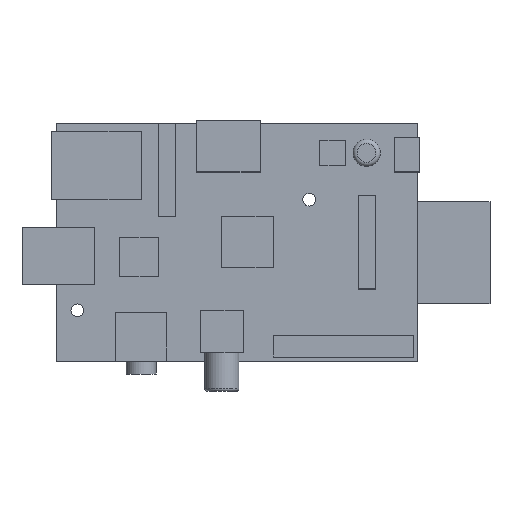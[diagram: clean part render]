
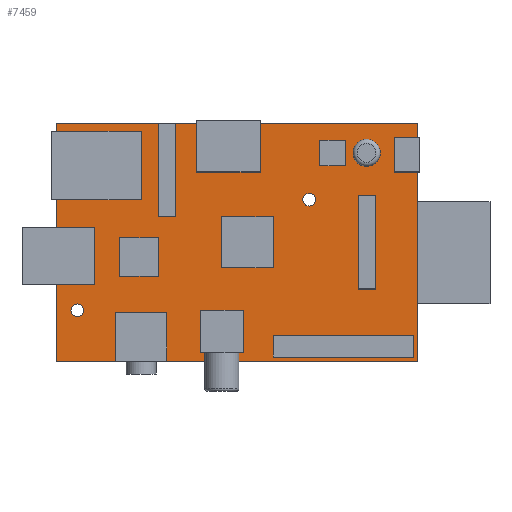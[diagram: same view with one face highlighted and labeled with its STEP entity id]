
A CAD part, top view. The second image highlights one B-rep face of the part: STEP entity #7459.
In plain terms, the highlighted planar face has unit normal (0, 0, 1).
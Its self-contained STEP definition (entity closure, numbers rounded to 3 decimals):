
#7270 = VERTEX_POINT('',#7271);
#7271 = CARTESIAN_POINT('',(0.,0.,1.5));
#7278 = PLANE('',#7279);
#7279 = AXIS2_PLACEMENT_3D('',#7280,#7281,#7282);
#7280 = CARTESIAN_POINT('',(0.,0.,0.));
#7281 = DIRECTION('',(1.,0.,0.));
#7282 = DIRECTION('',(0.,0.,1.));
#7290 = PLANE('',#7291);
#7291 = AXIS2_PLACEMENT_3D('',#7292,#7293,#7294);
#7292 = CARTESIAN_POINT('',(0.,0.,0.));
#7293 = DIRECTION('',(0.,1.,0.));
#7294 = DIRECTION('',(0.,0.,1.));
#7331 = VERTEX_POINT('',#7332);
#7332 = CARTESIAN_POINT('',(0.,56.,1.5));
#7346 = PLANE('',#7347);
#7347 = AXIS2_PLACEMENT_3D('',#7348,#7349,#7350);
#7348 = CARTESIAN_POINT('',(0.,56.,0.));
#7349 = DIRECTION('',(0.,1.,0.));
#7350 = DIRECTION('',(0.,0.,1.));
#7358 = EDGE_CURVE('',#7270,#7331,#7359,.T.);
#7359 = SURFACE_CURVE('',#7360,(#7364,#7371),.PCURVE_S1.);
#7360 = LINE('',#7361,#7362);
#7361 = CARTESIAN_POINT('',(0.,0.,1.5));
#7362 = VECTOR('',#7363,1.);
#7363 = DIRECTION('',(0.,1.,0.));
#7364 = PCURVE('',#7278,#7365);
#7365 = DEFINITIONAL_REPRESENTATION('',(#7366),#7370);
#7366 = LINE('',#7367,#7368);
#7367 = CARTESIAN_POINT('',(1.5,0.));
#7368 = VECTOR('',#7369,1.);
#7369 = DIRECTION('',(0.,-1.));
#7370 = ( GEOMETRIC_REPRESENTATION_CONTEXT(2) 
PARAMETRIC_REPRESENTATION_CONTEXT() REPRESENTATION_CONTEXT('2D SPACE',''
  ) );
#7371 = PCURVE('',#7372,#7377);
#7372 = PLANE('',#7373);
#7373 = AXIS2_PLACEMENT_3D('',#7374,#7375,#7376);
#7374 = CARTESIAN_POINT('',(0.,0.,1.5));
#7375 = DIRECTION('',(0.,0.,1.));
#7376 = DIRECTION('',(1.,0.,0.));
#7377 = DEFINITIONAL_REPRESENTATION('',(#7378),#7382);
#7378 = LINE('',#7379,#7380);
#7379 = CARTESIAN_POINT('',(0.,0.));
#7380 = VECTOR('',#7381,1.);
#7381 = DIRECTION('',(0.,1.));
#7382 = ( GEOMETRIC_REPRESENTATION_CONTEXT(2) 
PARAMETRIC_REPRESENTATION_CONTEXT() REPRESENTATION_CONTEXT('2D SPACE',''
  ) );
#7411 = EDGE_CURVE('',#7270,#7412,#7414,.T.);
#7412 = VERTEX_POINT('',#7413);
#7413 = CARTESIAN_POINT('',(85.,0.,1.5));
#7414 = SURFACE_CURVE('',#7415,(#7419,#7426),.PCURVE_S1.);
#7415 = LINE('',#7416,#7417);
#7416 = CARTESIAN_POINT('',(0.,0.,1.5));
#7417 = VECTOR('',#7418,1.);
#7418 = DIRECTION('',(1.,0.,0.));
#7419 = PCURVE('',#7290,#7420);
#7420 = DEFINITIONAL_REPRESENTATION('',(#7421),#7425);
#7421 = LINE('',#7422,#7423);
#7422 = CARTESIAN_POINT('',(1.5,0.));
#7423 = VECTOR('',#7424,1.);
#7424 = DIRECTION('',(0.,1.));
#7425 = ( GEOMETRIC_REPRESENTATION_CONTEXT(2) 
PARAMETRIC_REPRESENTATION_CONTEXT() REPRESENTATION_CONTEXT('2D SPACE',''
  ) );
#7426 = PCURVE('',#7372,#7427);
#7427 = DEFINITIONAL_REPRESENTATION('',(#7428),#7432);
#7428 = LINE('',#7429,#7430);
#7429 = CARTESIAN_POINT('',(0.,0.));
#7430 = VECTOR('',#7431,1.);
#7431 = DIRECTION('',(1.,0.));
#7432 = ( GEOMETRIC_REPRESENTATION_CONTEXT(2) 
PARAMETRIC_REPRESENTATION_CONTEXT() REPRESENTATION_CONTEXT('2D SPACE',''
  ) );
#7448 = PLANE('',#7449);
#7449 = AXIS2_PLACEMENT_3D('',#7450,#7451,#7452);
#7450 = CARTESIAN_POINT('',(85.,0.,0.));
#7451 = DIRECTION('',(1.,0.,0.));
#7452 = DIRECTION('',(0.,0.,1.));
#7459 = ADVANCED_FACE('',(#7460,#7515,#7570),#7372,.T.);
#7460 = FACE_BOUND('',#7461,.T.);
#7461 = EDGE_LOOP('',(#7462,#7493));
#7462 = ORIENTED_EDGE('',*,*,#7463,.F.);
#7463 = EDGE_CURVE('',#7464,#7466,#7468,.T.);
#7464 = VERTEX_POINT('',#7465);
#7465 = CARTESIAN_POINT('',(6.5,12.,1.5));
#7466 = VERTEX_POINT('',#7467);
#7467 = CARTESIAN_POINT('',(5.,10.5,1.5));
#7468 = SURFACE_CURVE('',#7469,(#7474,#7481),.PCURVE_S1.);
#7469 = CIRCLE('',#7470,1.5);
#7470 = AXIS2_PLACEMENT_3D('',#7471,#7472,#7473);
#7471 = CARTESIAN_POINT('',(5.,12.,1.5));
#7472 = DIRECTION('',(-0.,0.,1.));
#7473 = DIRECTION('',(0.,-1.,0.));
#7474 = PCURVE('',#7372,#7475);
#7475 = DEFINITIONAL_REPRESENTATION('',(#7476),#7480);
#7476 = CIRCLE('',#7477,1.5);
#7477 = AXIS2_PLACEMENT_2D('',#7478,#7479);
#7478 = CARTESIAN_POINT('',(5.,12.));
#7479 = DIRECTION('',(0.,-1.));
#7480 = ( GEOMETRIC_REPRESENTATION_CONTEXT(2) 
PARAMETRIC_REPRESENTATION_CONTEXT() REPRESENTATION_CONTEXT('2D SPACE',''
  ) );
#7481 = PCURVE('',#7482,#7487);
#7482 = CYLINDRICAL_SURFACE('',#7483,1.5);
#7483 = AXIS2_PLACEMENT_3D('',#7484,#7485,#7486);
#7484 = CARTESIAN_POINT('',(5.,12.,-1.));
#7485 = DIRECTION('',(0.,0.,1.));
#7486 = DIRECTION('',(1.,0.,0.));
#7487 = DEFINITIONAL_REPRESENTATION('',(#7488),#7492);
#7488 = LINE('',#7489,#7490);
#7489 = CARTESIAN_POINT('',(-1.571,2.5));
#7490 = VECTOR('',#7491,1.);
#7491 = DIRECTION('',(1.,0.));
#7492 = ( GEOMETRIC_REPRESENTATION_CONTEXT(2) 
PARAMETRIC_REPRESENTATION_CONTEXT() REPRESENTATION_CONTEXT('2D SPACE',''
  ) );
#7493 = ORIENTED_EDGE('',*,*,#7494,.F.);
#7494 = EDGE_CURVE('',#7466,#7464,#7495,.T.);
#7495 = SURFACE_CURVE('',#7496,(#7501,#7508),.PCURVE_S1.);
#7496 = CIRCLE('',#7497,1.5);
#7497 = AXIS2_PLACEMENT_3D('',#7498,#7499,#7500);
#7498 = CARTESIAN_POINT('',(5.,12.,1.5));
#7499 = DIRECTION('',(-0.,0.,1.));
#7500 = DIRECTION('',(0.,-1.,0.));
#7501 = PCURVE('',#7372,#7502);
#7502 = DEFINITIONAL_REPRESENTATION('',(#7503),#7507);
#7503 = CIRCLE('',#7504,1.5);
#7504 = AXIS2_PLACEMENT_2D('',#7505,#7506);
#7505 = CARTESIAN_POINT('',(5.,12.));
#7506 = DIRECTION('',(0.,-1.));
#7507 = ( GEOMETRIC_REPRESENTATION_CONTEXT(2) 
PARAMETRIC_REPRESENTATION_CONTEXT() REPRESENTATION_CONTEXT('2D SPACE',''
  ) );
#7508 = PCURVE('',#7482,#7509);
#7509 = DEFINITIONAL_REPRESENTATION('',(#7510),#7514);
#7510 = LINE('',#7511,#7512);
#7511 = CARTESIAN_POINT('',(4.712,2.5));
#7512 = VECTOR('',#7513,1.);
#7513 = DIRECTION('',(1.,0.));
#7514 = ( GEOMETRIC_REPRESENTATION_CONTEXT(2) 
PARAMETRIC_REPRESENTATION_CONTEXT() REPRESENTATION_CONTEXT('2D SPACE',''
  ) );
#7515 = FACE_BOUND('',#7516,.T.);
#7516 = EDGE_LOOP('',(#7517,#7548));
#7517 = ORIENTED_EDGE('',*,*,#7518,.F.);
#7518 = EDGE_CURVE('',#7519,#7521,#7523,.T.);
#7519 = VERTEX_POINT('',#7520);
#7520 = CARTESIAN_POINT('',(61.,38.,1.5));
#7521 = VERTEX_POINT('',#7522);
#7522 = CARTESIAN_POINT('',(59.5,36.5,1.5));
#7523 = SURFACE_CURVE('',#7524,(#7529,#7536),.PCURVE_S1.);
#7524 = CIRCLE('',#7525,1.5);
#7525 = AXIS2_PLACEMENT_3D('',#7526,#7527,#7528);
#7526 = CARTESIAN_POINT('',(59.5,38.,1.5));
#7527 = DIRECTION('',(-0.,0.,1.));
#7528 = DIRECTION('',(0.,-1.,0.));
#7529 = PCURVE('',#7372,#7530);
#7530 = DEFINITIONAL_REPRESENTATION('',(#7531),#7535);
#7531 = CIRCLE('',#7532,1.5);
#7532 = AXIS2_PLACEMENT_2D('',#7533,#7534);
#7533 = CARTESIAN_POINT('',(59.5,38.));
#7534 = DIRECTION('',(0.,-1.));
#7535 = ( GEOMETRIC_REPRESENTATION_CONTEXT(2) 
PARAMETRIC_REPRESENTATION_CONTEXT() REPRESENTATION_CONTEXT('2D SPACE',''
  ) );
#7536 = PCURVE('',#7537,#7542);
#7537 = CYLINDRICAL_SURFACE('',#7538,1.5);
#7538 = AXIS2_PLACEMENT_3D('',#7539,#7540,#7541);
#7539 = CARTESIAN_POINT('',(59.5,38.,-1.));
#7540 = DIRECTION('',(0.,0.,1.));
#7541 = DIRECTION('',(1.,0.,0.));
#7542 = DEFINITIONAL_REPRESENTATION('',(#7543),#7547);
#7543 = LINE('',#7544,#7545);
#7544 = CARTESIAN_POINT('',(-1.571,2.5));
#7545 = VECTOR('',#7546,1.);
#7546 = DIRECTION('',(1.,0.));
#7547 = ( GEOMETRIC_REPRESENTATION_CONTEXT(2) 
PARAMETRIC_REPRESENTATION_CONTEXT() REPRESENTATION_CONTEXT('2D SPACE',''
  ) );
#7548 = ORIENTED_EDGE('',*,*,#7549,.F.);
#7549 = EDGE_CURVE('',#7521,#7519,#7550,.T.);
#7550 = SURFACE_CURVE('',#7551,(#7556,#7563),.PCURVE_S1.);
#7551 = CIRCLE('',#7552,1.5);
#7552 = AXIS2_PLACEMENT_3D('',#7553,#7554,#7555);
#7553 = CARTESIAN_POINT('',(59.5,38.,1.5));
#7554 = DIRECTION('',(-0.,0.,1.));
#7555 = DIRECTION('',(0.,-1.,0.));
#7556 = PCURVE('',#7372,#7557);
#7557 = DEFINITIONAL_REPRESENTATION('',(#7558),#7562);
#7558 = CIRCLE('',#7559,1.5);
#7559 = AXIS2_PLACEMENT_2D('',#7560,#7561);
#7560 = CARTESIAN_POINT('',(59.5,38.));
#7561 = DIRECTION('',(0.,-1.));
#7562 = ( GEOMETRIC_REPRESENTATION_CONTEXT(2) 
PARAMETRIC_REPRESENTATION_CONTEXT() REPRESENTATION_CONTEXT('2D SPACE',''
  ) );
#7563 = PCURVE('',#7537,#7564);
#7564 = DEFINITIONAL_REPRESENTATION('',(#7565),#7569);
#7565 = LINE('',#7566,#7567);
#7566 = CARTESIAN_POINT('',(4.712,2.5));
#7567 = VECTOR('',#7568,1.);
#7568 = DIRECTION('',(1.,0.));
#7569 = ( GEOMETRIC_REPRESENTATION_CONTEXT(2) 
PARAMETRIC_REPRESENTATION_CONTEXT() REPRESENTATION_CONTEXT('2D SPACE',''
  ) );
#7570 = FACE_BOUND('',#7571,.T.);
#7571 = EDGE_LOOP('',(#7572,#7573,#7574,#7597));
#7572 = ORIENTED_EDGE('',*,*,#7358,.F.);
#7573 = ORIENTED_EDGE('',*,*,#7411,.T.);
#7574 = ORIENTED_EDGE('',*,*,#7575,.T.);
#7575 = EDGE_CURVE('',#7412,#7576,#7578,.T.);
#7576 = VERTEX_POINT('',#7577);
#7577 = CARTESIAN_POINT('',(85.,56.,1.5));
#7578 = SURFACE_CURVE('',#7579,(#7583,#7590),.PCURVE_S1.);
#7579 = LINE('',#7580,#7581);
#7580 = CARTESIAN_POINT('',(85.,0.,1.5));
#7581 = VECTOR('',#7582,1.);
#7582 = DIRECTION('',(0.,1.,0.));
#7583 = PCURVE('',#7372,#7584);
#7584 = DEFINITIONAL_REPRESENTATION('',(#7585),#7589);
#7585 = LINE('',#7586,#7587);
#7586 = CARTESIAN_POINT('',(85.,0.));
#7587 = VECTOR('',#7588,1.);
#7588 = DIRECTION('',(0.,1.));
#7589 = ( GEOMETRIC_REPRESENTATION_CONTEXT(2) 
PARAMETRIC_REPRESENTATION_CONTEXT() REPRESENTATION_CONTEXT('2D SPACE',''
  ) );
#7590 = PCURVE('',#7448,#7591);
#7591 = DEFINITIONAL_REPRESENTATION('',(#7592),#7596);
#7592 = LINE('',#7593,#7594);
#7593 = CARTESIAN_POINT('',(1.5,0.));
#7594 = VECTOR('',#7595,1.);
#7595 = DIRECTION('',(0.,-1.));
#7596 = ( GEOMETRIC_REPRESENTATION_CONTEXT(2) 
PARAMETRIC_REPRESENTATION_CONTEXT() REPRESENTATION_CONTEXT('2D SPACE',''
  ) );
#7597 = ORIENTED_EDGE('',*,*,#7598,.F.);
#7598 = EDGE_CURVE('',#7331,#7576,#7599,.T.);
#7599 = SURFACE_CURVE('',#7600,(#7604,#7611),.PCURVE_S1.);
#7600 = LINE('',#7601,#7602);
#7601 = CARTESIAN_POINT('',(0.,56.,1.5));
#7602 = VECTOR('',#7603,1.);
#7603 = DIRECTION('',(1.,0.,0.));
#7604 = PCURVE('',#7372,#7605);
#7605 = DEFINITIONAL_REPRESENTATION('',(#7606),#7610);
#7606 = LINE('',#7607,#7608);
#7607 = CARTESIAN_POINT('',(0.,56.));
#7608 = VECTOR('',#7609,1.);
#7609 = DIRECTION('',(1.,0.));
#7610 = ( GEOMETRIC_REPRESENTATION_CONTEXT(2) 
PARAMETRIC_REPRESENTATION_CONTEXT() REPRESENTATION_CONTEXT('2D SPACE',''
  ) );
#7611 = PCURVE('',#7346,#7612);
#7612 = DEFINITIONAL_REPRESENTATION('',(#7613),#7617);
#7613 = LINE('',#7614,#7615);
#7614 = CARTESIAN_POINT('',(1.5,0.));
#7615 = VECTOR('',#7616,1.);
#7616 = DIRECTION('',(0.,1.));
#7617 = ( GEOMETRIC_REPRESENTATION_CONTEXT(2) 
PARAMETRIC_REPRESENTATION_CONTEXT() REPRESENTATION_CONTEXT('2D SPACE',''
  ) );
